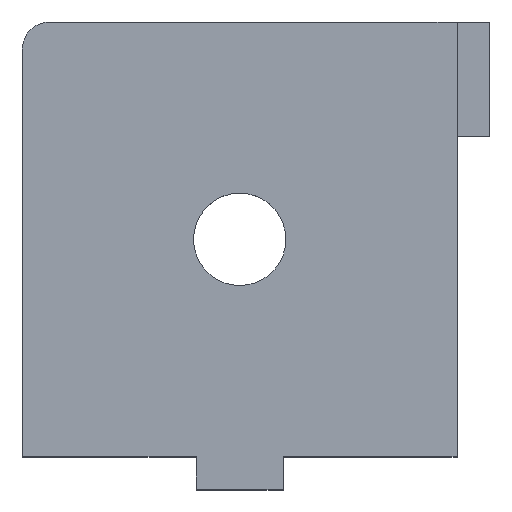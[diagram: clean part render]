
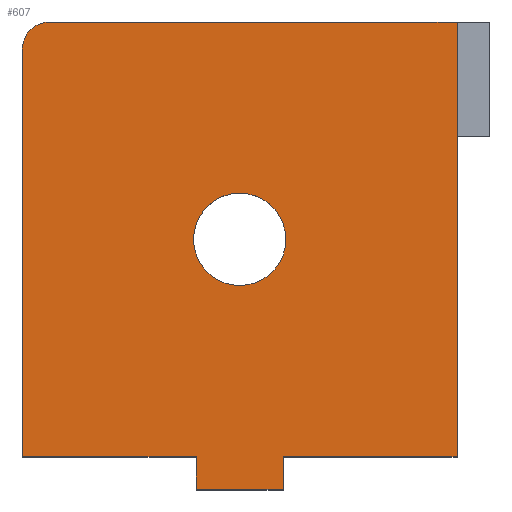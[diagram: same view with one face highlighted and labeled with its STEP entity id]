
A CAD part, top view. The second image highlights one B-rep face of the part: STEP entity #607.
In plain terms, the highlighted planar face has unit normal (0, 0, 1).
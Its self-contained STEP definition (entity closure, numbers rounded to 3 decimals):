
#43=CARTESIAN_POINT('',(-4.,-20.0,40.));
#44=VERTEX_POINT('',#43);
#51=CARTESIAN_POINT('',(-20.,-20.,40.));
#52=VERTEX_POINT('',#51);
#53=CARTESIAN_POINT('',(-20.,-20.,40.));
#54=DIRECTION('',(1.0,0.0,0.0));
#55=VECTOR('',#54,16.);
#56=LINE('',#53,#55);
#57=EDGE_CURVE('',#52,#44,#56,.T.);
#113=CARTESIAN_POINT('',(-4.,-23.,40.));
#114=VERTEX_POINT('',#113);
#121=CARTESIAN_POINT('',(-4.,-20.0,40.));
#122=DIRECTION('',(0.0,-1.0,0.0));
#123=VECTOR('',#122,3.);
#124=LINE('',#121,#123);
#125=EDGE_CURVE('',#44,#114,#124,.T.);
#177=CARTESIAN_POINT('',(4.,-23.,40.));
#178=VERTEX_POINT('',#177);
#185=CARTESIAN_POINT('',(-4.,-23.,40.));
#186=DIRECTION('',(1.0,0.0,0.0));
#187=VECTOR('',#186,8.);
#188=LINE('',#185,#187);
#189=EDGE_CURVE('',#114,#178,#188,.T.);
#239=CARTESIAN_POINT('',(4.,-20.,40.));
#240=VERTEX_POINT('',#239);
#247=CARTESIAN_POINT('',(4.,-23.,40.));
#248=DIRECTION('',(0.0,1.0,0.0));
#249=VECTOR('',#248,3.);
#250=LINE('',#247,#249);
#251=EDGE_CURVE('',#178,#240,#250,.T.);
#277=CARTESIAN_POINT('',(20.,-20.,40.));
#278=VERTEX_POINT('',#277);
#285=CARTESIAN_POINT('',(4.,-20.,40.));
#286=DIRECTION('',(1.0,0.0,0.0));
#287=VECTOR('',#286,16.);
#288=LINE('',#285,#287);
#289=EDGE_CURVE('',#240,#278,#288,.T.);
#373=CARTESIAN_POINT('',(-17.5,20.,40.));
#374=VERTEX_POINT('',#373);
#381=CARTESIAN_POINT('',(20.,20.,40.));
#382=VERTEX_POINT('',#381);
#383=CARTESIAN_POINT('',(20.,20.,40.));
#384=DIRECTION('',(-1.0,0.0,0.0));
#385=VECTOR('',#384,37.5);
#386=LINE('',#383,#385);
#387=EDGE_CURVE('',#382,#374,#386,.T.);
#463=CARTESIAN_POINT('',(-20.,17.5,40.));
#464=VERTEX_POINT('',#463);
#471=CARTESIAN_POINT('',(-17.5,17.5,40.));
#472=DIRECTION('',(0.0,0.0,1.0));
#473=DIRECTION('',(0.0,1.0,0.0));
#474=AXIS2_PLACEMENT_3D('',#471,#472,#473);
#475=CIRCLE('',#474,2.5);
#476=EDGE_CURVE('',#374,#464,#475,.T.);
#488=CARTESIAN_POINT('',(-20.,17.5,40.));
#489=DIRECTION('',(0.0,-1.0,0.0));
#490=VECTOR('',#489,37.5);
#491=LINE('',#488,#490);
#492=EDGE_CURVE('',#464,#52,#491,.T.);
#566=CARTESIAN_POINT('',(-24.3,-27.3,40.));
#567=DIRECTION('',(0.0,0.0,1.0));
#568=DIRECTION('',(1.0,0.0,0.0));
#569=AXIS2_PLACEMENT_3D('',#566,#567,#568);
#570=PLANE('',#569);
#571=ORIENTED_EDGE('',*,*,#57,.T.);
#572=ORIENTED_EDGE('',*,*,#125,.T.);
#573=ORIENTED_EDGE('',*,*,#189,.T.);
#574=ORIENTED_EDGE('',*,*,#251,.T.);
#575=ORIENTED_EDGE('',*,*,#289,.T.);
#576=CARTESIAN_POINT('',(20.,-20.,40.));
#577=DIRECTION('',(0.0,1.0,0.0));
#578=VECTOR('',#577,40.);
#579=LINE('',#576,#578);
#580=EDGE_CURVE('',#278,#382,#579,.T.);
#581=ORIENTED_EDGE('',*,*,#580,.T.);
#582=ORIENTED_EDGE('',*,*,#387,.T.);
#583=ORIENTED_EDGE('',*,*,#476,.T.);
#584=ORIENTED_EDGE('',*,*,#492,.T.);
#585=EDGE_LOOP('',(#571,#572,#573,#574,#575,#581,#582,#583,#584));
#586=FACE_OUTER_BOUND('',#585,.T.);
#587=CARTESIAN_POINT('',(4.25,0.0,40.));
#588=VERTEX_POINT('',#587);
#589=CARTESIAN_POINT('',(-4.25,0.0,40.));
#590=VERTEX_POINT('',#589);
#591=CARTESIAN_POINT('',(0.0,0.0,40.));
#592=DIRECTION('',(0.0,0.0,-1.0));
#593=DIRECTION('',(1.0,0.0,0.0));
#594=AXIS2_PLACEMENT_3D('',#591,#592,#593);
#595=CIRCLE('',#594,4.25);
#596=EDGE_CURVE('',#588,#590,#595,.T.);
#597=ORIENTED_EDGE('',*,*,#596,.T.);
#598=CARTESIAN_POINT('',(0.0,0.0,40.));
#599=DIRECTION('',(0.0,0.0,-1.0));
#600=DIRECTION('',(1.0,0.0,0.0));
#601=AXIS2_PLACEMENT_3D('',#598,#599,#600);
#602=CIRCLE('',#601,4.25);
#603=EDGE_CURVE('',#590,#588,#602,.T.);
#604=ORIENTED_EDGE('',*,*,#603,.T.);
#605=EDGE_LOOP('',(#597,#604));
#606=FACE_BOUND('',#605,.T.);
#607=ADVANCED_FACE('',(#586,#606),#570,.T.);
